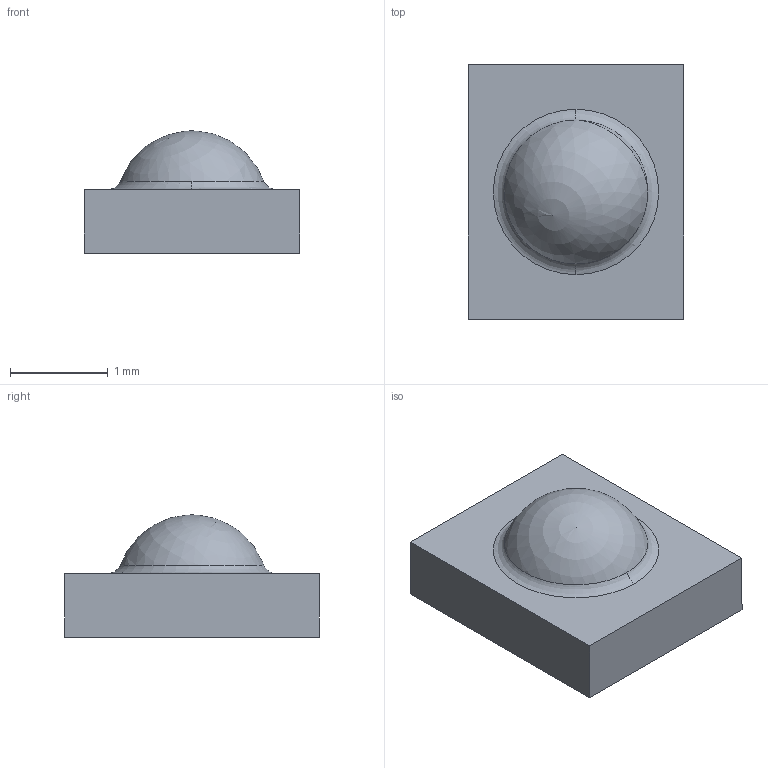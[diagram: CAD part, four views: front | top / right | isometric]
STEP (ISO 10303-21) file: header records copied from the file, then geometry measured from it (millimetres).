
FILE_DESCRIPTION (( 'STEP AP203' ), '1' );
FILE_NAME ('P2226_20180514_geometry.STEP', '2018-05-14T05:04:53', ( 'Information Technology' ), ( 'Osram OS' ), 'SwSTEP 2.0', 'SolidWorks 2015', '' );
FILE_SCHEMA (( 'CONFIG_CONTROL_DESIGN' ));
Length unit declared in the file: millimetre
Products named in the file (1): P2226_20180514_geometry
Bounding box: 2.2 x 2.6 x 1.25 mm (x, y, z)
Volume: 4.4 mm3; surface area: 18.7 mm2
Topology: 1 solids, 1 shells, 12 faces, 42 edges, 34 vertices
Faces by surface type: plane 8, sphere 2, torus 2
Entity records: 556 total; most frequent: CARTESIAN_POINT 125, ORIENTED_EDGE 78, DIRECTION 65, EDGE_CURVE 39, VERTEX_POINT 32, AXIS2_PLACEMENT_3D 22, LINE 21, VECTOR 21
